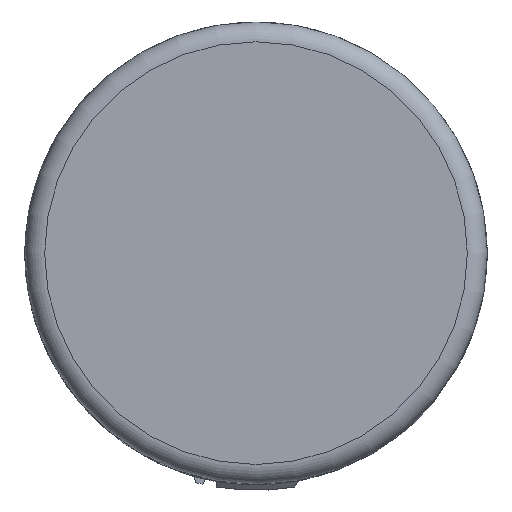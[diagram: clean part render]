
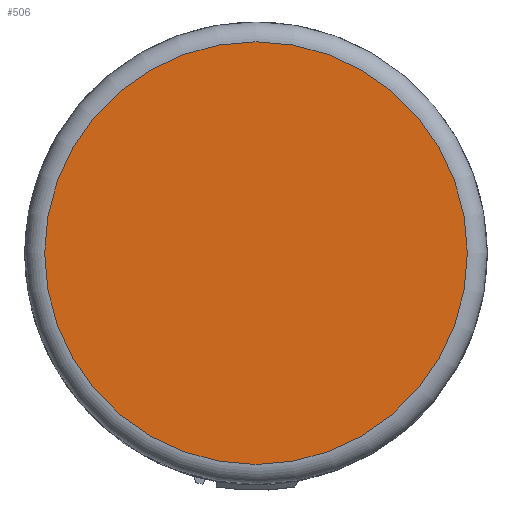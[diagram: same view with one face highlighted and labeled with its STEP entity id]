
A CAD part, top view. The second image highlights one B-rep face of the part: STEP entity #506.
In plain terms, the highlighted planar face has unit normal (0, 0, 1).
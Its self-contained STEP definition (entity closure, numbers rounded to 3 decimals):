
#109=PLANE('',#1887);
#506=ADVANCED_FACE('',(#620),#109,.F.);
#620=FACE_OUTER_BOUND('',#724,.T.);
#724=EDGE_LOOP('',(#1249));
#1249=ORIENTED_EDGE('',*,*,#1664,.T.);
#1419=VERTEX_POINT('',#2972);
#1664=EDGE_CURVE('',#1419,#1419,#1726,.T.);
#1726=CIRCLE('',#1886,32.);
#1886=AXIS2_PLACEMENT_3D('',#2971,#2340,#2341);
#1887=AXIS2_PLACEMENT_3D('',#2973,#2342,#2343);
#2340=DIRECTION('',(0.,0.,1.));
#2341=DIRECTION('',(-1.,0.,0.));
#2342=DIRECTION('',(0.,0.,-1.));
#2343=DIRECTION('',(-0.988,-0.156,0.));
#2971=CARTESIAN_POINT('',(0.082,0.388,57.95));
#2972=CARTESIAN_POINT('',(-31.918,0.388,57.95));
#2973=CARTESIAN_POINT('',(-5.172,33.564,57.95));
